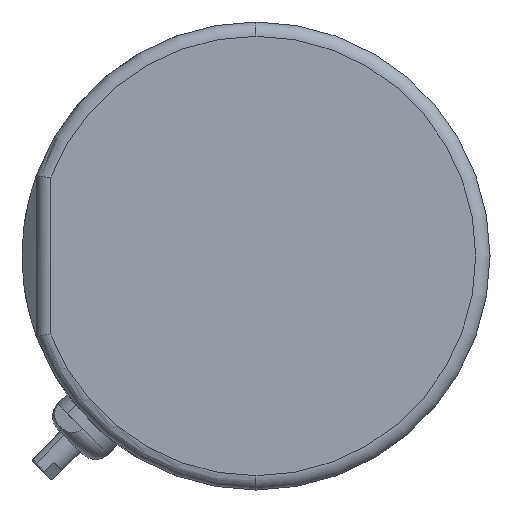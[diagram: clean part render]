
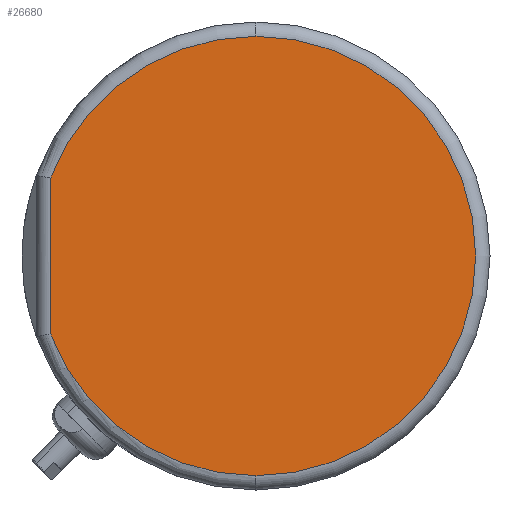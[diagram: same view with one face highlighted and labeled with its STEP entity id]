
A CAD part, left-side view. The second image highlights one B-rep face of the part: STEP entity #26680.
In plain terms, the highlighted planar face has unit normal (-1, 0, 0).
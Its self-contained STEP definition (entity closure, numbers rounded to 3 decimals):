
#260 = AXIS2_PLACEMENT_3D ( 'NONE', #17925, #30949, #23251 ) ;
#2518 = PLANE ( 'NONE',  #27927 ) ;
#4084 = CARTESIAN_POINT ( 'NONE',  ( -41.5, 0., -30.7 ) ) ;
#4860 = CARTESIAN_POINT ( 'NONE',  ( -41.5, 0., 0. ) ) ;
#5745 = CARTESIAN_POINT ( 'NONE',  ( -41.5, 28.7, 10.9 ) ) ;
#6293 = EDGE_CURVE ( 'NONE', #10173, #9500, #9197, .T. ) ;
#7661 = CARTESIAN_POINT ( 'NONE',  ( -41.5, 28.7, -10.9 ) ) ;
#8301 = EDGE_LOOP ( 'NONE', ( #28342, #15525, #28111, #30720 ) ) ;
#8600 = DIRECTION ( 'NONE',  ( 0., 0., 1. ) ) ;
#8704 = VERTEX_POINT ( 'NONE', #4084 ) ;
#9197 = CIRCLE ( 'NONE', #29966, 30.7 ) ;
#9357 = DIRECTION ( 'NONE',  ( 0., 0., 1. ) ) ;
#9500 = VERTEX_POINT ( 'NONE', #5745 ) ;
#10173 = VERTEX_POINT ( 'NONE', #11561 ) ;
#11561 = CARTESIAN_POINT ( 'NONE',  ( -41.5, 0., 30.7 ) ) ;
#13774 = CARTESIAN_POINT ( 'NONE',  ( -41.5, 0., 0. ) ) ;
#14516 = CARTESIAN_POINT ( 'NONE',  ( -41.5, 0., 0. ) ) ;
#14973 = EDGE_CURVE ( 'NONE', #9500, #32447, #18388, .T. ) ;
#15525 = ORIENTED_EDGE ( 'NONE', *, *, #23867, .T. ) ;
#16388 = CARTESIAN_POINT ( 'NONE',  ( -41.5, 28.7, -11.261 ) ) ;
#16866 = DIRECTION ( 'NONE',  ( -1., 0., 0. ) ) ;
#17925 = CARTESIAN_POINT ( 'NONE',  ( -41.5, 0., 0. ) ) ;
#18018 = AXIS2_PLACEMENT_3D ( 'NONE', #13774, #28624, #8600 ) ;
#18388 = LINE ( 'NONE', #16388, #30427 ) ;
#20478 = CIRCLE ( 'NONE', #260, 30.7 ) ;
#22853 = DIRECTION ( 'NONE',  ( -1., 0., 0. ) ) ;
#23251 = DIRECTION ( 'NONE',  ( 0., 0., 1. ) ) ;
#23867 = EDGE_CURVE ( 'NONE', #8704, #10173, #27612, .T. ) ;
#26680 = ADVANCED_FACE ( 'NONE', ( #30539 ), #2518, .T. ) ;
#27612 = CIRCLE ( 'NONE', #18018, 30.7 ) ;
#27641 = EDGE_CURVE ( 'NONE', #32447, #8704, #20478, .T. ) ;
#27927 = AXIS2_PLACEMENT_3D ( 'NONE', #4860, #22853, #30695 ) ;
#28111 = ORIENTED_EDGE ( 'NONE', *, *, #6293, .T. ) ;
#28342 = ORIENTED_EDGE ( 'NONE', *, *, #27641, .T. ) ;
#28409 = DIRECTION ( 'NONE',  ( 0., 0., -1. ) ) ;
#28624 = DIRECTION ( 'NONE',  ( -1., 0., 0. ) ) ;
#29966 = AXIS2_PLACEMENT_3D ( 'NONE', #14516, #16866, #9357 ) ;
#30427 = VECTOR ( 'NONE', #28409, 1000. ) ;
#30539 = FACE_OUTER_BOUND ( 'NONE', #8301, .T. ) ;
#30695 = DIRECTION ( 'NONE',  ( 0., 0., 1. ) ) ;
#30720 = ORIENTED_EDGE ( 'NONE', *, *, #14973, .T. ) ;
#30949 = DIRECTION ( 'NONE',  ( -1., 0., 0. ) ) ;
#32447 = VERTEX_POINT ( 'NONE', #7661 ) ;
